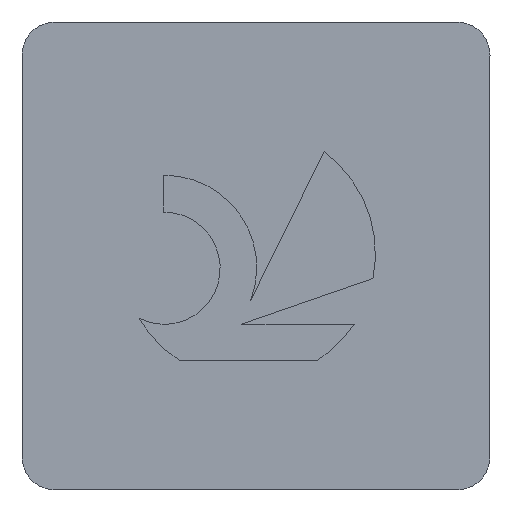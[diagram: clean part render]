
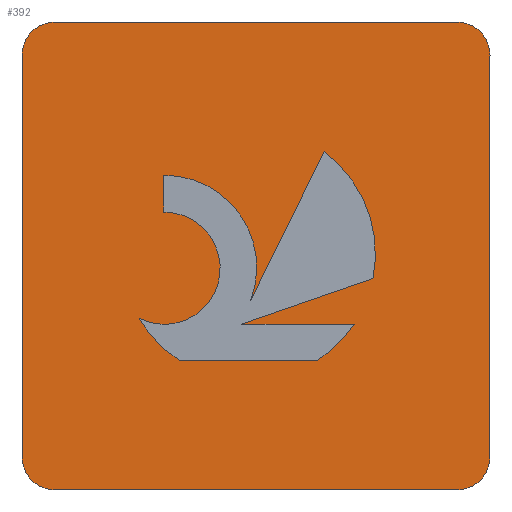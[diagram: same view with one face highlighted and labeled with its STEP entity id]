
A CAD part, top view. The second image highlights one B-rep face of the part: STEP entity #392.
In plain terms, the highlighted planar face has unit normal (0, 0, 1).
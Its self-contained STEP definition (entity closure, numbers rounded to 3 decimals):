
#150=EDGE_CURVE('',#382,#166,#418,.T.);
#152=VERTEX_POINT('',#420);
#156=EDGE_CURVE('',#194,#232,#425,.T.);
#162=VERTEX_POINT('',#433);
#166=VERTEX_POINT('',#437);
#170=VERTEX_POINT('',#441);
#192=VERTEX_POINT('',#465);
#194=VERTEX_POINT('',#467);
#200=EDGE_CURVE('',#232,#286,#473,.T.);
#214=VERTEX_POINT('',#488);
#216=EDGE_CURVE('',#214,#396,#490,.T.);
#220=EDGE_CURVE('',#360,#192,#495,.T.);
#222=VERTEX_POINT('',#497);
#232=VERTEX_POINT('',#507);
#238=EDGE_CURVE('',#300,#170,#513,.T.);
#256=VERTEX_POINT('',#533);
#258=EDGE_CURVE('',#222,#294,#535,.T.);
#262=EDGE_CURVE('',#366,#300,#539,.T.);
#266=EDGE_CURVE('',#256,#366,#543,.T.);
#268=EDGE_CURVE('',#166,#162,#545,.T.);
#270=EDGE_CURVE('',#170,#382,#547,.T.);
#274=EDGE_CURVE('',#316,#256,#551,.T.);
#284=EDGE_CURVE('',#152,#316,#563,.T.);
#286=VERTEX_POINT('',#565);
#290=EDGE_CURVE('',#294,#360,#570,.T.);
#294=VERTEX_POINT('',#574);
#300=VERTEX_POINT('',#581);
#316=VERTEX_POINT('',#600);
#328=EDGE_CURVE('',#162,#214,#615,.T.);
#342=VERTEX_POINT('',#630);
#348=EDGE_CURVE('',#396,#152,#637,.T.);
#350=EDGE_CURVE('',#286,#342,#639,.T.);
#360=VERTEX_POINT('',#652);
#364=EDGE_CURVE('',#342,#222,#656,.T.);
#366=VERTEX_POINT('',#658);
#382=VERTEX_POINT('',#675);
#384=EDGE_CURVE('',#192,#194,#677,.T.);
#392=ADVANCED_FACE('',(#685,#686),#687,.T.);
#396=VERTEX_POINT('',#691);
#418=LINE('',#704,#705);
#420=CARTESIAN_POINT('',(2.5,4.067,0.0));
#425=LINE('',#713,#714);
#433=CARTESIAN_POINT('',(4.422,1.94,0.0));
#437=CARTESIAN_POINT('',(4.969,2.481,0.0));
#441=CARTESIAN_POINT('',(5.25,3.162,0.0));
#465=CARTESIAN_POINT('',(7.0,6.5,0.0));
#467=CARTESIAN_POINT('',(6.5,7.,0.0));
#473=CIRCLE('',#783,0.5);
#488=CARTESIAN_POINT('',(2.351,1.94,0.0));
#490=CIRCLE('',#805,1.9);
#495=LINE('',#811,#812);
#497=CARTESIAN_POINT('',(0.5,0.0,0.0));
#507=CARTESIAN_POINT('',(0.5,7.0,0.0));
#513=CIRCLE('',#840,1.9);
#533=CARTESIAN_POINT('',(2.12,4.708,0.0));
#535=LINE('',#872,#873);
#539=LINE('',#879,#880);
#543=CIRCLE('',#887,1.38);
#545=CIRCLE('',#890,1.9);
#547=LINE('',#893,#894);
#551=LINE('',#899,#900);
#563=CIRCLE('',#913,0.839);
#565=CARTESIAN_POINT('',(0.,6.5,0.0));
#570=CIRCLE('',#921,0.5);
#574=CARTESIAN_POINT('',(6.5,0.0,0.0));
#581=CARTESIAN_POINT('',(4.517,5.06,0.0));
#600=CARTESIAN_POINT('',(2.12,4.156,0.0));
#615=LINE('',#977,#978);
#630=CARTESIAN_POINT('',(0.0,0.5,0.0));
#637=CIRCLE('',#1011,0.839);
#639=LINE('',#1014,#1015);
#652=CARTESIAN_POINT('',(7.,0.5,0.0));
#656=CIRCLE('',#1037,0.5);
#658=CARTESIAN_POINT('',(3.419,2.831,0.0));
#675=CARTESIAN_POINT('',(3.29,2.481,0.0));
#677=CIRCLE('',#1064,0.5);
#685=FACE_BOUND('',#1074,.T.);
#686=FACE_OUTER_BOUND('',#1075,.T.);
#687=PLANE('',#1076);
#691=CARTESIAN_POINT('',(1.75,2.567,0.0));
#704=CARTESIAN_POINT('',(4.234,2.481,0.0));
#705=VECTOR('',#1087,1.0);
#713=CARTESIAN_POINT('',(6.5,7.0,0.0));
#714=VECTOR('',#1095,1.0);
#783=AXIS2_PLACEMENT_3D('',#1150,#1151,#1152);
#805=AXIS2_PLACEMENT_3D('',#1163,#1164,#1165);
#811=CARTESIAN_POINT('',(7.0,0.5,0.0));
#812=VECTOR('',#1174,1.0);
#840=AXIS2_PLACEMENT_3D('',#1182,#1183,#1184);
#872=CARTESIAN_POINT('',(0.5,0.0,0.0));
#873=VECTOR('',#1207,1.0);
#879=CARTESIAN_POINT('',(4.109,4.231,0.0));
#880=VECTOR('',#1211,1.0);
#887=AXIS2_PLACEMENT_3D('',#1213,#1214,#1215);
#890=AXIS2_PLACEMENT_3D('',#1216,#1217,#1218);
#893=CARTESIAN_POINT('',(3.542,2.568,0.0));
#894=VECTOR('',#1219,1.0);
#899=CARTESIAN_POINT('',(2.12,4.104,0.0));
#900=VECTOR('',#1220,1.0);
#913=AXIS2_PLACEMENT_3D('',#1237,#1238,#1239);
#921=AXIS2_PLACEMENT_3D('',#1248,#1249,#1250);
#977=CARTESIAN_POINT('',(2.925,1.94,0.0));
#978=VECTOR('',#1311,1.0);
#1011=AXIS2_PLACEMENT_3D('',#1333,#1334,#1335);
#1014=CARTESIAN_POINT('',(0.0,6.5,0.0));
#1015=VECTOR('',#1336,1.0);
#1037=AXIS2_PLACEMENT_3D('',#1362,#1363,#1364);
#1064=AXIS2_PLACEMENT_3D('',#1378,#1379,#1380);
#1074=EDGE_LOOP('',(#1383,#1384,#1385,#1386,#1387,#1388,#1389,#1390,#1391,#1392,#1393));
#1075=EDGE_LOOP('',(#1394,#1395,#1396,#1397,#1398,#1399,#1400,#1401));
#1076=AXIS2_PLACEMENT_3D('',#1402,#1403,#1404);
#1087=DIRECTION('',(1.0,0.0,0.0));
#1095=DIRECTION('',(-1.0,0.0,0.0));
#1150=CARTESIAN_POINT('',(0.5,6.5,0.0));
#1151=DIRECTION('',(0.0,0.0,1.0));
#1152=DIRECTION('',(0.,1.0,0.0));
#1163=CARTESIAN_POINT('',(3.386,3.533,0.0));
#1164=DIRECTION('',(-0.0,0.0,-1.0));
#1165=DIRECTION('',(-0.861,-0.508,0.0));
#1174=DIRECTION('',(0.0,1.0,0.0));
#1182=CARTESIAN_POINT('',(3.386,3.533,0.0));
#1183=DIRECTION('',(0.0,-0.0,-1.0));
#1184=DIRECTION('',(0.981,-0.196,0.0));
#1207=DIRECTION('',(1.0,0.0,0.0));
#1211=DIRECTION('',(0.442,0.897,-0.0));
#1213=CARTESIAN_POINT('',(2.131,3.327,0.0));
#1214=DIRECTION('',(0.0,-0.0,-1.0));
#1215=DIRECTION('',(0.933,-0.359,0.0));
#1216=CARTESIAN_POINT('',(3.386,3.533,0.0));
#1217=DIRECTION('',(0.0,-0.0,-1.0));
#1218=DIRECTION('',(0.545,-0.838,0.0));
#1219=DIRECTION('',(-0.945,-0.328,0.0));
#1220=DIRECTION('',(0.0,1.0,0.0));
#1237=CARTESIAN_POINT('',(2.125,3.317,0.0));
#1238=DIRECTION('',(0.0,0.0,1.0));
#1239=DIRECTION('',(-0.447,-0.894,0.0));
#1248=CARTESIAN_POINT('',(6.5,0.5,0.0));
#1249=DIRECTION('',(0.0,0.0,1.0));
#1250=DIRECTION('',(0.,-1.0,0.0));
#1311=DIRECTION('',(-1.0,0.0,0.0));
#1333=CARTESIAN_POINT('',(2.125,3.317,0.0));
#1334=DIRECTION('',(0.0,0.0,1.0));
#1335=DIRECTION('',(-0.447,-0.894,0.0));
#1336=DIRECTION('',(0.0,-1.0,0.0));
#1362=CARTESIAN_POINT('',(0.5,0.5,0.0));
#1363=DIRECTION('',(0.0,0.0,1.0));
#1364=DIRECTION('',(-1.0,0.,0.0));
#1378=CARTESIAN_POINT('',(6.5,6.5,0.0));
#1379=DIRECTION('',(0.0,-0.0,1.0));
#1380=DIRECTION('',(1.0,0.,0.0));
#1383=ORIENTED_EDGE('',*,*,#274,.T.);
#1384=ORIENTED_EDGE('',*,*,#266,.T.);
#1385=ORIENTED_EDGE('',*,*,#262,.T.);
#1386=ORIENTED_EDGE('',*,*,#238,.T.);
#1387=ORIENTED_EDGE('',*,*,#270,.T.);
#1388=ORIENTED_EDGE('',*,*,#150,.T.);
#1389=ORIENTED_EDGE('',*,*,#268,.T.);
#1390=ORIENTED_EDGE('',*,*,#328,.T.);
#1391=ORIENTED_EDGE('',*,*,#216,.T.);
#1392=ORIENTED_EDGE('',*,*,#348,.T.);
#1393=ORIENTED_EDGE('',*,*,#284,.T.);
#1394=ORIENTED_EDGE('',*,*,#258,.T.);
#1395=ORIENTED_EDGE('',*,*,#290,.T.);
#1396=ORIENTED_EDGE('',*,*,#220,.T.);
#1397=ORIENTED_EDGE('',*,*,#384,.T.);
#1398=ORIENTED_EDGE('',*,*,#156,.T.);
#1399=ORIENTED_EDGE('',*,*,#200,.T.);
#1400=ORIENTED_EDGE('',*,*,#350,.T.);
#1401=ORIENTED_EDGE('',*,*,#364,.T.);
#1402=CARTESIAN_POINT('',(3.5,3.5,0.0));
#1403=DIRECTION('',(0.0,0.0,1.0));
#1404=DIRECTION('',(1.0,0.0,0.0));
